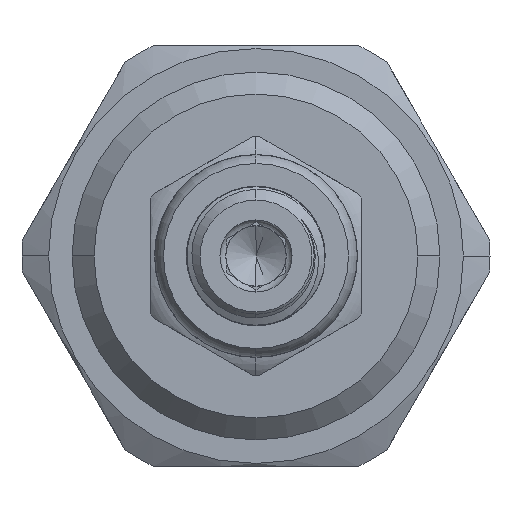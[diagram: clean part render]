
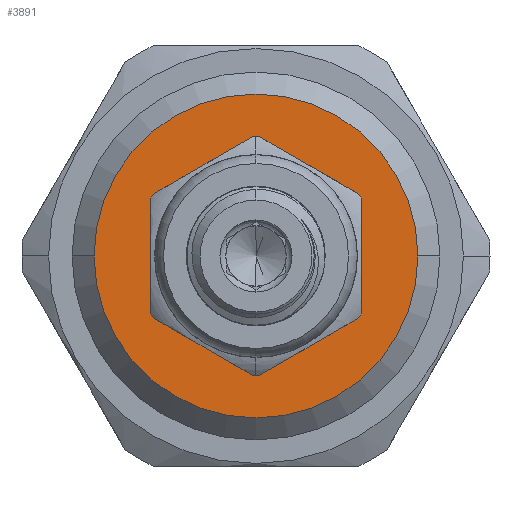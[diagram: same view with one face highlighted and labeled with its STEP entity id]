
A CAD part, left-side view. The second image highlights one B-rep face of the part: STEP entity #3891.
In plain terms, the highlighted planar face has unit normal (-1, 0, 0).
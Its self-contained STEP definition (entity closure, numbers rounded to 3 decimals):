
#160 = PLANE ( 'NONE',  #10451 ) ;
#501 = DIRECTION ( 'NONE',  ( 0., 1., 0. ) ) ;
#2068 = EDGE_CURVE ( 'NONE', #41302, #24165, #41180, .T. ) ;
#3891 = ADVANCED_FACE ( 'NONE', ( #9565, #37866 ), #160, .T. ) ;
#6472 = AXIS2_PLACEMENT_3D ( 'NONE', #47432, #22699, #7034 ) ;
#7034 = DIRECTION ( 'NONE',  ( 0., 0., -1. ) ) ;
#9565 = FACE_BOUND ( 'NONE', #30917, .T. ) ;
#9857 = DIRECTION ( 'NONE',  ( -1., 0., 0. ) ) ;
#10451 = AXIS2_PLACEMENT_3D ( 'NONE', #49672, #16640, #501 ) ;
#10944 = ORIENTED_EDGE ( 'NONE', *, *, #39872, .T. ) ;
#15355 = VERTEX_POINT ( 'NONE', #40322 ) ;
#16640 = DIRECTION ( 'NONE',  ( -1., 0., 0. ) ) ;
#16939 = EDGE_CURVE ( 'NONE', #36153, #15355, #23238, .T. ) ;
#17613 = ORIENTED_EDGE ( 'NONE', *, *, #37570, .T. ) ;
#18014 = AXIS2_PLACEMENT_3D ( 'NONE', #50393, #38759, #18276 ) ;
#18276 = DIRECTION ( 'NONE',  ( 0., 0., -1. ) ) ;
#18934 = DIRECTION ( 'NONE',  ( 0., 1., 0. ) ) ;
#19344 = ORIENTED_EDGE ( 'NONE', *, *, #16939, .T. ) ;
#19500 = AXIS2_PLACEMENT_3D ( 'NONE', #51606, #43566, #18934 ) ;
#22699 = DIRECTION ( 'NONE',  ( 1., 0., 0. ) ) ;
#23238 = CIRCLE ( 'NONE', #44380, 11. ) ;
#24165 = VERTEX_POINT ( 'NONE', #24538 ) ;
#24538 = CARTESIAN_POINT ( 'NONE',  ( 0., 0., 6.875 ) ) ;
#28249 = EDGE_LOOP ( 'NONE', ( #19344, #10944 ) ) ;
#30917 = EDGE_LOOP ( 'NONE', ( #17613, #48001 ) ) ;
#34290 = CARTESIAN_POINT ( 'NONE',  ( 0., 0., 0. ) ) ;
#36153 = VERTEX_POINT ( 'NONE', #44982 ) ;
#37570 = EDGE_CURVE ( 'NONE', #24165, #41302, #50748, .T. ) ;
#37866 = FACE_OUTER_BOUND ( 'NONE', #28249, .T. ) ;
#38759 = DIRECTION ( 'NONE',  ( 1., 0., 0. ) ) ;
#39872 = EDGE_CURVE ( 'NONE', #15355, #36153, #49724, .T. ) ;
#40322 = CARTESIAN_POINT ( 'NONE',  ( 0., 11., 0. ) ) ;
#41180 = CIRCLE ( 'NONE', #18014, 6.875 ) ;
#41302 = VERTEX_POINT ( 'NONE', #49235 ) ;
#43566 = DIRECTION ( 'NONE',  ( -1., 0., 0. ) ) ;
#44380 = AXIS2_PLACEMENT_3D ( 'NONE', #34290, #9857, #46320 ) ;
#44982 = CARTESIAN_POINT ( 'NONE',  ( 0., -11., 0. ) ) ;
#46320 = DIRECTION ( 'NONE',  ( 0., 1., 0. ) ) ;
#47432 = CARTESIAN_POINT ( 'NONE',  ( 0., 0., 0. ) ) ;
#48001 = ORIENTED_EDGE ( 'NONE', *, *, #2068, .T. ) ;
#49235 = CARTESIAN_POINT ( 'NONE',  ( 0., 0., -6.875 ) ) ;
#49672 = CARTESIAN_POINT ( 'NONE',  ( 0., 0., 0. ) ) ;
#49724 = CIRCLE ( 'NONE', #19500, 11. ) ;
#50393 = CARTESIAN_POINT ( 'NONE',  ( 0., 0., 0. ) ) ;
#50748 = CIRCLE ( 'NONE', #6472, 6.875 ) ;
#51606 = CARTESIAN_POINT ( 'NONE',  ( 0., 0., 0. ) ) ;
